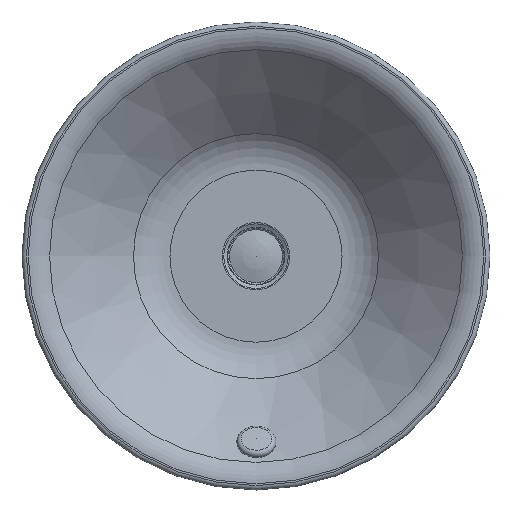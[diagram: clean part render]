
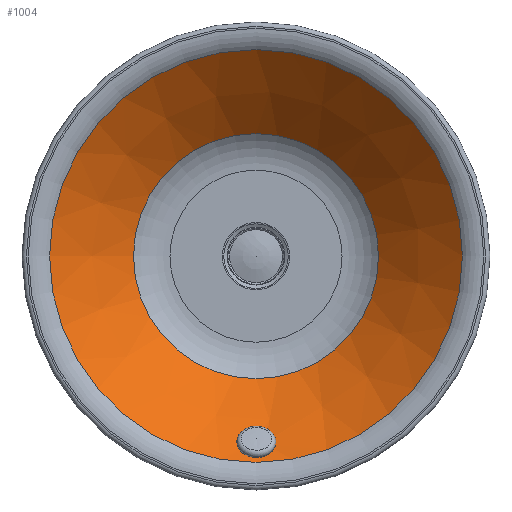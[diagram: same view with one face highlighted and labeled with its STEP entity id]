
A CAD part, top view. The second image highlights one B-rep face of the part: STEP entity #1004.
In plain terms, the highlighted conical face has half-angle 46.456 degrees and reference radius 192.971 mm.
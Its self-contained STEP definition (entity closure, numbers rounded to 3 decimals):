
#805=CARTESIAN_POINT('',(-11.917,-2.625,214.451));
#806=VERTEX_POINT('',#805);
#884=CARTESIAN_POINT('',(-11.917,-2.625,214.451));
#885=CARTESIAN_POINT('',(-11.94,-2.164,214.936));
#886=CARTESIAN_POINT('',(-11.895,-1.548,215.588));
#887=CARTESIAN_POINT('',(-11.611,-0.341,216.875));
#888=CARTESIAN_POINT('',(-11.144,0.689,217.985));
#889=CARTESIAN_POINT('',(-10.432,1.642,219.024));
#890=CARTESIAN_POINT('',(-9.963,2.155,219.586));
#891=CARTESIAN_POINT('',(-9.581,2.525,219.993));
#892=CARTESIAN_POINT('',(-9.166,2.882,220.386));
#893=CARTESIAN_POINT('',(-8.722,3.222,220.762));
#894=CARTESIAN_POINT('',(-8.328,3.49,221.06));
#895=CARTESIAN_POINT('',(-8.,3.696,221.288));
#896=CARTESIAN_POINT('',(-7.496,3.994,221.62));
#897=CARTESIAN_POINT('',(-6.934,4.281,221.941));
#898=CARTESIAN_POINT('',(-5.94,4.714,222.426));
#899=CARTESIAN_POINT('',(-4.745,5.134,222.898));
#900=CARTESIAN_POINT('',(-3.186,5.492,223.302));
#901=CARTESIAN_POINT('',(-2.025,5.65,223.481));
#902=CARTESIAN_POINT('',(-1.285,5.713,223.552));
#903=CARTESIAN_POINT('',(-0.839,5.74,223.582));
#904=CARTESIAN_POINT('',(-0.392,5.755,223.6));
#905=CARTESIAN_POINT('',(-0.018,5.759,223.603));
#906=CARTESIAN_POINT('',(0.281,5.756,223.6));
#907=CARTESIAN_POINT('',(0.729,5.746,223.589));
#908=CARTESIAN_POINT('',(1.324,5.714,223.553));
#909=CARTESIAN_POINT('',(1.912,5.657,223.488));
#910=CARTESIAN_POINT('',(2.785,5.549,223.367));
#911=CARTESIAN_POINT('',(4.011,5.326,223.114));
#912=CARTESIAN_POINT('',(5.244,4.961,222.703));
#913=CARTESIAN_POINT('',(6.279,4.573,222.268));
#914=CARTESIAN_POINT('',(7.27,4.133,221.775));
#915=CARTESIAN_POINT('',(8.514,3.405,220.964));
#916=CARTESIAN_POINT('',(9.571,2.566,220.037));
#917=CARTESIAN_POINT('',(10.22,1.887,219.292));
#918=CARTESIAN_POINT('',(11.074,0.822,218.129));
#919=CARTESIAN_POINT('',(11.901,-0.823,216.351));
#920=CARTESIAN_POINT('',(11.995,-2.791,214.272));
#921=CARTESIAN_POINT('',(11.691,-4.013,213.001));
#922=CARTESIAN_POINT('',(11.402,-4.818,212.168));
#923=CARTESIAN_POINT('',(10.954,-5.707,211.256));
#924=CARTESIAN_POINT('',(10.117,-6.818,210.127));
#925=CARTESIAN_POINT('',(9.314,-7.588,209.354));
#926=CARTESIAN_POINT('',(8.518,-8.217,208.725));
#927=CARTESIAN_POINT('',(7.663,-8.803,208.142));
#928=CARTESIAN_POINT('',(6.576,-9.375,207.577));
#929=CARTESIAN_POINT('',(5.277,-9.909,207.052));
#930=CARTESIAN_POINT('',(4.188,-10.248,206.721));
#931=CARTESIAN_POINT('',(2.478,-10.624,206.354));
#932=CARTESIAN_POINT('',(0.835,-10.797,206.185));
#933=CARTESIAN_POINT('',(-0.942,-10.767,206.215));
#934=CARTESIAN_POINT('',(-2.274,-10.637,206.341));
#935=CARTESIAN_POINT('',(-3.58,-10.398,206.574));
#936=CARTESIAN_POINT('',(-5.244,-9.947,207.015));
#937=CARTESIAN_POINT('',(-6.803,-9.292,207.658));
#938=CARTESIAN_POINT('',(-8.168,-8.474,208.468));
#939=CARTESIAN_POINT('',(-9.093,-7.784,209.157));
#940=CARTESIAN_POINT('',(-9.905,-7.024,209.921));
#941=CARTESIAN_POINT('',(-10.816,-5.942,211.016));
#942=CARTESIAN_POINT('',(-11.626,-4.473,212.52));
#943=CARTESIAN_POINT('',(-11.886,-3.241,213.804));
#944=CARTESIAN_POINT('',(-11.917,-2.626,214.451));
#945=CARTESIAN_POINT('',(-11.917,-2.625,214.451));
#946=CARTESIAN_POINT('',(-11.917,-2.625,214.451));
#947=CARTESIAN_POINT('',(-11.917,-2.625,214.451));
#948=B_SPLINE_CURVE_WITH_KNOTS('',3,(#884,#885,#886,#887,#888,#889,#890,#891,#892,#893,#894,#895,#896,#897,#898,#899,#900,#901,#902,#903,#904,#905,#906,#907,#908,#909,#910,#911,#912,#913,#914,#915,#916,#917,#918,#919,#920,#921,#922,#923,#924,#925,#926,#927,#928,#929,#930,#931,#932,#933,#934,#935,#936,#937,#938,#939,#940,#941,#942,#943,#944,#945,#946,#947),.UNSPECIFIED.,.T.,.U.,(4,1,1,1,1,1,1,1,1,1,1,1,1,1,1,1,1,1,1,1,1,1,1,1,1,1,1,1,1,1,1,1,1,1,1,1,1,1,1,1,1,1,1,1,1,1,1,1,1,1,1,1,1,1,1,1,1,1,3,4),(-6.028,-5.866,-5.812,-5.597,-5.489,-5.436,-5.382,-5.328,-5.274,-5.22,-5.193,-5.167,-5.059,-5.023,-4.88,-4.736,-4.628,-4.592,-4.557,-4.521,-4.485,-4.467,-4.449,-4.377,-4.323,-4.305,-4.162,-4.018,-3.983,-3.875,-3.731,-3.588,-3.48,-3.444,-3.157,-2.87,-2.763,-2.727,-2.583,-2.44,-2.296,-2.26,-2.153,-2.009,-1.937,-1.794,-1.722,-1.507,-1.399,-1.292,-1.184,-1.076,-0.861,-0.753,-0.646,-0.538,-0.431,-0.215,0.0,0.),.UNSPECIFIED.);
#949=EDGE_CURVE('',#806,#806,#948,.T.);
#974=CARTESIAN_POINT('',(0.0,-23.355,0.0));
#975=DIRECTION('',(0.0,1.0,0.0));
#976=DIRECTION('',(-1.0,0.0,0.0));
#977=AXIS2_PLACEMENT_3D('',#974,#975,#976);
#978=CONICAL_SURFACE('',#977,192.971,46.456);
#979=CARTESIAN_POINT('',(233.783,15.433,0.));
#980=VERTEX_POINT('',#979);
#981=CARTESIAN_POINT('',(0.0,15.433,0.));
#982=DIRECTION('',(0.0,-1.0,0.0));
#983=DIRECTION('',(-1.0,0.0,0.0));
#984=AXIS2_PLACEMENT_3D('',#981,#982,#983);
#985=CIRCLE('',#984,233.783);
#986=EDGE_CURVE('',#980,#980,#985,.T.);
#987=ORIENTED_EDGE('',*,*,#986,.F.);
#988=EDGE_LOOP('',(#987));
#989=FACE_OUTER_BOUND('',#988,.T.);
#990=CARTESIAN_POINT('',(-138.76,-74.877,0.0));
#991=VERTEX_POINT('',#990);
#992=CARTESIAN_POINT('',(0.0,-74.877,0.0));
#993=DIRECTION('',(0.0,-1.0,0.0));
#994=DIRECTION('',(-1.0,0.0,0.0));
#995=AXIS2_PLACEMENT_3D('',#992,#993,#994);
#996=CIRCLE('',#995,138.76);
#997=EDGE_CURVE('',#991,#991,#996,.T.);
#998=ORIENTED_EDGE('',*,*,#997,.T.);
#999=EDGE_LOOP('',(#998));
#1000=FACE_BOUND('',#999,.T.);
#1001=ORIENTED_EDGE('',*,*,#949,.F.);
#1002=EDGE_LOOP('',(#1001));
#1003=FACE_BOUND('',#1002,.T.);
#1004=ADVANCED_FACE('',(#989,#1000,#1003),#978,.F.);
